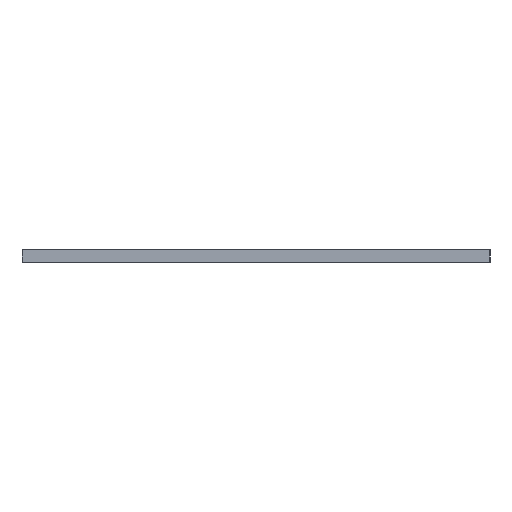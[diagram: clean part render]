
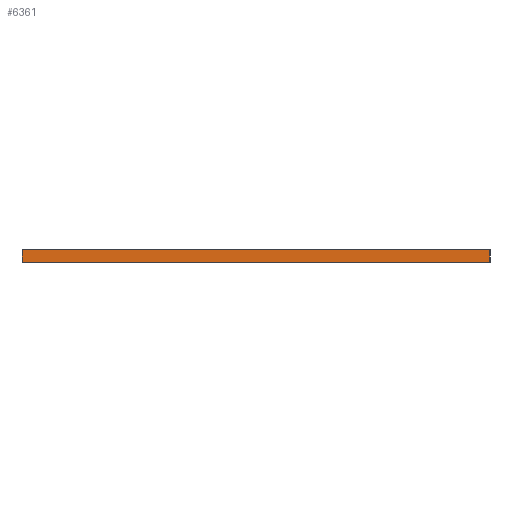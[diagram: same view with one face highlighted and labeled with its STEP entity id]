
A CAD part, left-side view. The second image highlights one B-rep face of the part: STEP entity #6361.
In plain terms, the highlighted planar face has unit normal (-1, 0, 0).
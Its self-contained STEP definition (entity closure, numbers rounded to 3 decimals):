
#736=FACE_OUTER_BOUND('',#1191,.T.);
#1191=EDGE_LOOP('',(#5042,#5043,#5044,#5045));
#1492=LINE('',#9026,#2086);
#1633=LINE('',#9661,#2227);
#1779=LINE('',#10469,#2373);
#1823=LINE('',#10606,#2417);
#2086=VECTOR('',#7260,10.);
#2227=VECTOR('',#7657,10.);
#2373=VECTOR('',#8071,10.);
#2417=VECTOR('',#8193,10.);
#2678=VERTEX_POINT('',#9024);
#2679=VERTEX_POINT('',#9025);
#2968=VERTEX_POINT('',#9658);
#2969=VERTEX_POINT('',#9660);
#3312=EDGE_CURVE('',#2678,#2679,#1492,.T.);
#3604=EDGE_CURVE('',#2968,#2969,#1633,.T.);
#3901=EDGE_CURVE('',#2969,#2679,#1779,.T.);
#3953=EDGE_CURVE('',#2968,#2678,#1823,.T.);
#5042=ORIENTED_EDGE('',*,*,#3604,.F.);
#5043=ORIENTED_EDGE('',*,*,#3953,.T.);
#5044=ORIENTED_EDGE('',*,*,#3312,.T.);
#5045=ORIENTED_EDGE('',*,*,#3901,.F.);
#6202=PLANE('',#6959);
#6361=ADVANCED_FACE('',(#736),#6202,.T.);
#6959=AXIS2_PLACEMENT_3D('',#10607,#8194,#8195);
#7260=DIRECTION('',(0.,-1.,0.));
#7657=DIRECTION('',(0.,-1.,0.));
#8071=DIRECTION('',(0.,0.,-1.));
#8193=DIRECTION('',(0.,0.,-1.));
#8194=DIRECTION('center_axis',(-1.,0.,0.));
#8195=DIRECTION('ref_axis',(0.,1.,0.));
#9024=CARTESIAN_POINT('',(-75.,75.,3.));
#9025=CARTESIAN_POINT('',(-75.,-41.,3.));
#9026=CARTESIAN_POINT('',(-75.,-40.,3.));
#9658=CARTESIAN_POINT('',(-75.,75.,6.));
#9660=CARTESIAN_POINT('',(-75.,-41.,6.));
#9661=CARTESIAN_POINT('',(-75.,-40.,6.));
#10469=CARTESIAN_POINT('',(-75.,-41.,6.));
#10606=CARTESIAN_POINT('',(-75.,75.,6.));
#10607=CARTESIAN_POINT('Origin',(-75.,-40.,6.));
